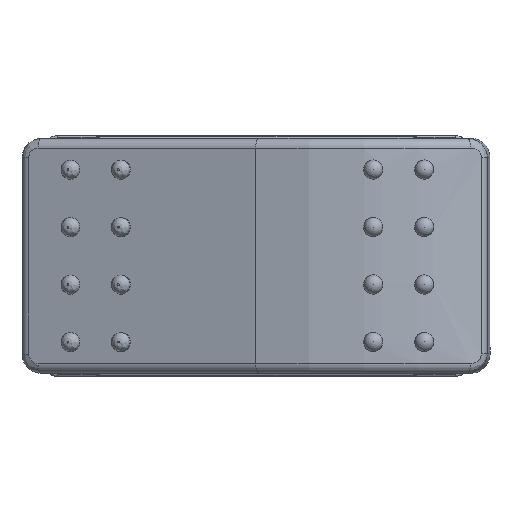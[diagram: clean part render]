
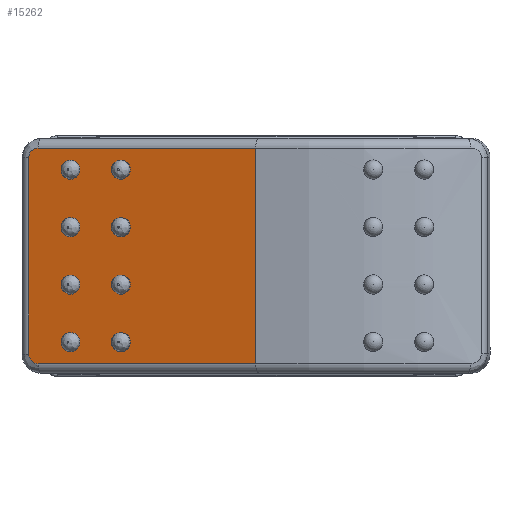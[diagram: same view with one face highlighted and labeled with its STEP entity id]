
A CAD part, top view. The second image highlights one B-rep face of the part: STEP entity #15262.
In plain terms, the highlighted planar face has unit normal (-0.294, 0, 0.956).
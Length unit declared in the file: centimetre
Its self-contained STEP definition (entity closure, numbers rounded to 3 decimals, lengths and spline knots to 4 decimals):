
#262=ELLIPSE('',#16621,0.101,0.1);
#265=ELLIPSE('',#16629,0.101,0.1);
#323=FACE_BOUND('',#5506,.T.);
#324=FACE_BOUND('',#5507,.T.);
#325=FACE_BOUND('',#5508,.T.);
#326=FACE_BOUND('',#5509,.T.);
#327=FACE_BOUND('',#5510,.T.);
#328=FACE_BOUND('',#5511,.T.);
#329=FACE_BOUND('',#5512,.T.);
#330=FACE_BOUND('',#5513,.T.);
#741=PLANE('',#16662);
#2075=LINE('',#27690,#3466);
#2101=LINE('',#28271,#3492);
#2103=LINE('',#28307,#3494);
#2104=LINE('',#28309,#3495);
#3466=VECTOR('',#20513,1.);
#3492=VECTOR('',#20717,1.);
#3494=VECTOR('',#20731,1.);
#3495=VECTOR('',#20734,1.);
#4616=FACE_OUTER_BOUND('',#5505,.T.);
#5505=EDGE_LOOP('',(#14308,#14309,#14310,#14311,#14312,#14313));
#5506=EDGE_LOOP('',(#14314));
#5507=EDGE_LOOP('',(#14315));
#5508=EDGE_LOOP('',(#14316));
#5509=EDGE_LOOP('',(#14317));
#5510=EDGE_LOOP('',(#14318));
#5511=EDGE_LOOP('',(#14319));
#5512=EDGE_LOOP('',(#14320));
#5513=EDGE_LOOP('',(#14321));
#5927=CIRCLE('',#16547,0.1);
#5932=CIRCLE('',#16554,0.1);
#5937=CIRCLE('',#16561,0.1);
#5942=CIRCLE('',#16568,0.1);
#5947=CIRCLE('',#16575,0.1);
#5952=CIRCLE('',#16582,0.1);
#5957=CIRCLE('',#16589,0.1);
#5962=CIRCLE('',#16596,0.1);
#7533=VERTEX_POINT('',#27687);
#7534=VERTEX_POINT('',#27689);
#7546=VERTEX_POINT('',#27834);
#7550=VERTEX_POINT('',#27873);
#7554=VERTEX_POINT('',#27912);
#7558=VERTEX_POINT('',#27951);
#7562=VERTEX_POINT('',#27990);
#7566=VERTEX_POINT('',#28029);
#7570=VERTEX_POINT('',#28068);
#7574=VERTEX_POINT('',#28107);
#7591=VERTEX_POINT('',#28261);
#7592=VERTEX_POINT('',#28263);
#7594=VERTEX_POINT('',#28297);
#7596=VERTEX_POINT('',#28301);
#9718=EDGE_CURVE('',#7533,#7534,#2075,.T.);
#9733=EDGE_CURVE('',#7546,#7546,#5927,.T.);
#9739=EDGE_CURVE('',#7550,#7550,#5932,.T.);
#9745=EDGE_CURVE('',#7554,#7554,#5937,.T.);
#9751=EDGE_CURVE('',#7558,#7558,#5942,.T.);
#9757=EDGE_CURVE('',#7562,#7562,#5947,.T.);
#9763=EDGE_CURVE('',#7566,#7566,#5952,.T.);
#9769=EDGE_CURVE('',#7570,#7570,#5957,.T.);
#9775=EDGE_CURVE('',#7574,#7574,#5962,.T.);
#9807=EDGE_CURVE('',#7591,#7592,#262,.T.);
#9811=EDGE_CURVE('',#7534,#7591,#2101,.T.);
#9815=EDGE_CURVE('',#7596,#7594,#265,.T.);
#9817=EDGE_CURVE('',#7594,#7533,#2103,.T.);
#9818=EDGE_CURVE('',#7592,#7596,#2104,.T.);
#14308=ORIENTED_EDGE('',*,*,#9807,.F.);
#14309=ORIENTED_EDGE('',*,*,#9811,.F.);
#14310=ORIENTED_EDGE('',*,*,#9718,.F.);
#14311=ORIENTED_EDGE('',*,*,#9817,.F.);
#14312=ORIENTED_EDGE('',*,*,#9815,.F.);
#14313=ORIENTED_EDGE('',*,*,#9818,.F.);
#14314=ORIENTED_EDGE('',*,*,#9757,.T.);
#14315=ORIENTED_EDGE('',*,*,#9745,.T.);
#14316=ORIENTED_EDGE('',*,*,#9739,.T.);
#14317=ORIENTED_EDGE('',*,*,#9733,.T.);
#14318=ORIENTED_EDGE('',*,*,#9775,.T.);
#14319=ORIENTED_EDGE('',*,*,#9769,.T.);
#14320=ORIENTED_EDGE('',*,*,#9751,.T.);
#14321=ORIENTED_EDGE('',*,*,#9763,.T.);
#15262=ADVANCED_FACE('',(#4616,#323,#324,#325,#326,#327,#328,#329,#330),
#741,.T.);
#16547=AXIS2_PLACEMENT_3D('',#27836,#20536,#20537);
#16554=AXIS2_PLACEMENT_3D('',#27875,#20551,#20552);
#16561=AXIS2_PLACEMENT_3D('',#27914,#20566,#20567);
#16568=AXIS2_PLACEMENT_3D('',#27953,#20581,#20582);
#16575=AXIS2_PLACEMENT_3D('',#27992,#20596,#20597);
#16582=AXIS2_PLACEMENT_3D('',#28031,#20611,#20612);
#16589=AXIS2_PLACEMENT_3D('',#28070,#20626,#20627);
#16596=AXIS2_PLACEMENT_3D('',#28109,#20641,#20642);
#16621=AXIS2_PLACEMENT_3D('',#28264,#20706,#20707);
#16629=AXIS2_PLACEMENT_3D('',#28303,#20724,#20725);
#16662=AXIS2_PLACEMENT_3D('',#28388,#20820,#20821);
#20513=DIRECTION('',(0.,-1.,0.));
#20536=DIRECTION('center_axis',(0.295,0.,
-0.956));
#20537=DIRECTION('ref_axis',(-0.956,0.,-0.295));
#20551=DIRECTION('center_axis',(0.295,0.,
-0.956));
#20552=DIRECTION('ref_axis',(-0.956,0.,-0.295));
#20566=DIRECTION('center_axis',(0.295,0.,
-0.956));
#20567=DIRECTION('ref_axis',(-0.956,0.,-0.295));
#20581=DIRECTION('center_axis',(0.295,0.,
-0.956));
#20582=DIRECTION('ref_axis',(-0.956,0.,-0.295));
#20596=DIRECTION('center_axis',(0.295,0.,
-0.956));
#20597=DIRECTION('ref_axis',(-0.956,0.,-0.295));
#20611=DIRECTION('center_axis',(0.295,0.,
-0.956));
#20612=DIRECTION('ref_axis',(-0.956,0.,-0.295));
#20626=DIRECTION('center_axis',(0.295,0.,
-0.956));
#20627=DIRECTION('ref_axis',(-0.956,0.,-0.295));
#20641=DIRECTION('center_axis',(0.295,0.,
-0.956));
#20642=DIRECTION('ref_axis',(-0.956,0.,-0.295));
#20706=DIRECTION('center_axis',(0.295,0.,
-0.956));
#20707=DIRECTION('ref_axis',(-0.956,0.,-0.295));
#20717=DIRECTION('',(-0.956,0.,-0.295));
#20724=DIRECTION('center_axis',(0.295,0.,
-0.956));
#20725=DIRECTION('ref_axis',(-0.956,0.,-0.295));
#20731=DIRECTION('',(0.956,0.,0.295));
#20734=DIRECTION('',(0.,1.,0.));
#20820=DIRECTION('center_axis',(-0.295,0.,
0.956));
#20821=DIRECTION('ref_axis',(0.,-1.,0.));
#27687=CARTESIAN_POINT('',(-0.0082,1.125,4.1794));
#27689=CARTESIAN_POINT('',(-0.0082,-1.125,4.1794));
#27690=CARTESIAN_POINT('',(-0.0082,0.,4.1794));
#27834=CARTESIAN_POINT('',(-1.8429,0.9,3.6139));
#27836=CARTESIAN_POINT('Origin',(-1.9385,0.9,3.5844));
#27873=CARTESIAN_POINT('',(-1.3173,0.9,3.7759));
#27875=CARTESIAN_POINT('Origin',(-1.4129,0.9,3.7464));
#27912=CARTESIAN_POINT('',(-1.3173,0.3,3.7759));
#27914=CARTESIAN_POINT('Origin',(-1.4129,0.3,3.7464));
#27951=CARTESIAN_POINT('',(-1.3173,-0.3,3.7759));
#27953=CARTESIAN_POINT('Origin',(-1.4129,-0.3,3.7464));
#27990=CARTESIAN_POINT('',(-1.3173,-0.9,3.7759));
#27992=CARTESIAN_POINT('Origin',(-1.4129,-0.9,3.7464));
#28029=CARTESIAN_POINT('',(-1.8429,-0.9,3.6139));
#28031=CARTESIAN_POINT('Origin',(-1.9385,-0.9,3.5844));
#28068=CARTESIAN_POINT('',(-1.8429,-0.3,3.6139));
#28070=CARTESIAN_POINT('Origin',(-1.9385,-0.3,3.5844));
#28107=CARTESIAN_POINT('',(-1.8429,0.3,3.6139));
#28109=CARTESIAN_POINT('Origin',(-1.9385,0.3,3.5844));
#28261=CARTESIAN_POINT('',(-2.2811,-1.125,3.4788));
#28263=CARTESIAN_POINT('',(-2.3776,-1.025,3.4491));
#28264=CARTESIAN_POINT('Origin',(-2.2811,-1.025,3.4788));
#28271=CARTESIAN_POINT('',(-1.3212,-1.125,3.7747));
#28297=CARTESIAN_POINT('',(-2.2811,1.125,3.4788));
#28301=CARTESIAN_POINT('',(-2.3776,1.025,3.4491));
#28303=CARTESIAN_POINT('Origin',(-2.2811,1.025,3.4788));
#28307=CARTESIAN_POINT('',(-1.3212,1.125,3.7747));
#28309=CARTESIAN_POINT('',(-2.3776,0.,3.4491));
#28388=CARTESIAN_POINT('Origin',(-2.4605,0.,
3.4235));
